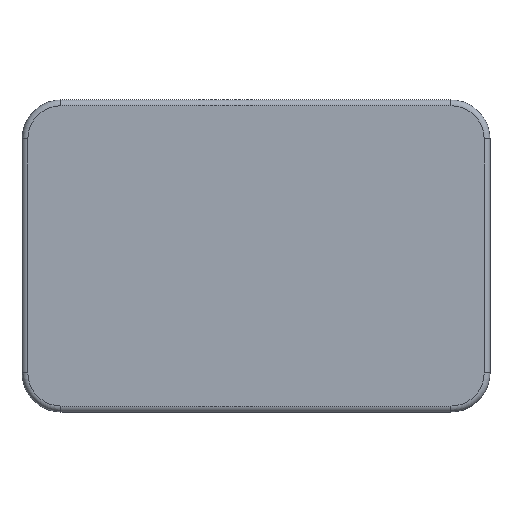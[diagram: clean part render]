
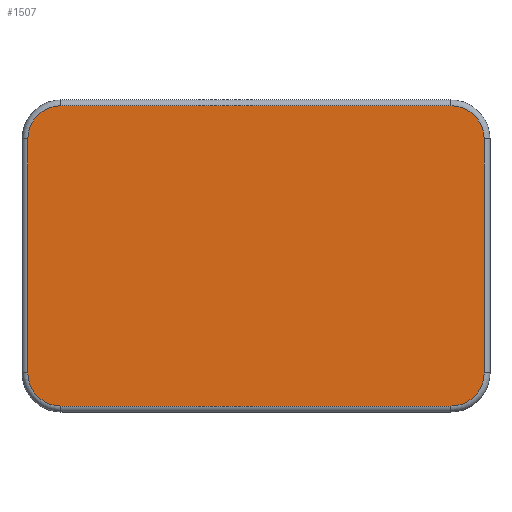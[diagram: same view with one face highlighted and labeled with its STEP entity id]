
A CAD part, top view. The second image highlights one B-rep face of the part: STEP entity #1507.
In plain terms, the highlighted planar face has unit normal (0, 0, 1).
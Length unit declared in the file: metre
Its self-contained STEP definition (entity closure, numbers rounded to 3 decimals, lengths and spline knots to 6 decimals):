
#132=LINE('',#2444,#288);
#133=LINE('',#2449,#289);
#134=LINE('',#2453,#290);
#135=LINE('',#2457,#291);
#288=VECTOR('',#1931,1.);
#289=VECTOR('',#1934,1.);
#290=VECTOR('',#1937,1.);
#291=VECTOR('',#1940,1.);
#496=ORIENTED_EDGE('',*,*,#912,.T.);
#497=ORIENTED_EDGE('',*,*,#913,.T.);
#498=ORIENTED_EDGE('',*,*,#914,.T.);
#499=ORIENTED_EDGE('',*,*,#915,.T.);
#500=ORIENTED_EDGE('',*,*,#916,.T.);
#501=ORIENTED_EDGE('',*,*,#917,.T.);
#502=ORIENTED_EDGE('',*,*,#918,.T.);
#503=ORIENTED_EDGE('',*,*,#919,.T.);
#912=EDGE_CURVE('',#1112,#1113,#132,.F.);
#913=EDGE_CURVE('',#1113,#1114,#1188,.T.);
#914=EDGE_CURVE('',#1114,#1115,#133,.T.);
#915=EDGE_CURVE('',#1115,#1116,#1189,.T.);
#916=EDGE_CURVE('',#1116,#1117,#134,.T.);
#917=EDGE_CURVE('',#1117,#1118,#1190,.T.);
#918=EDGE_CURVE('',#1118,#1119,#135,.F.);
#919=EDGE_CURVE('',#1119,#1112,#1191,.T.);
#1112=VERTEX_POINT('',#2445);
#1113=VERTEX_POINT('',#2446);
#1114=VERTEX_POINT('',#2448);
#1115=VERTEX_POINT('',#2450);
#1116=VERTEX_POINT('',#2452);
#1117=VERTEX_POINT('',#2454);
#1118=VERTEX_POINT('',#2456);
#1119=VERTEX_POINT('',#2458);
#1188=CIRCLE('',#1645,0.0085);
#1189=CIRCLE('',#1646,0.0085);
#1190=CIRCLE('',#1647,0.0085);
#1191=CIRCLE('',#1648,0.0085);
#1237=EDGE_LOOP('',(#496,#497,#498,#499,#500,#501,#502,#503));
#1351=FACE_BOUND('',#1237,.T.);
#1451=PLANE('',#1644);
#1507=ADVANCED_FACE('',(#1351),#1451,.T.);
#1644=AXIS2_PLACEMENT_3D('',#2443,#1929,#1930);
#1645=AXIS2_PLACEMENT_3D('',#2447,#1932,#1933);
#1646=AXIS2_PLACEMENT_3D('',#2451,#1935,#1936);
#1647=AXIS2_PLACEMENT_3D('',#2455,#1938,#1939);
#1648=AXIS2_PLACEMENT_3D('',#2459,#1941,#1942);
#1929=DIRECTION('',(0.,0.,1.));
#1930=DIRECTION('',(1.,0.,0.));
#1931=DIRECTION('',(1.,0.,0.));
#1932=DIRECTION('',(0.,0.,1.));
#1933=DIRECTION('',(1.,0.,0.));
#1934=DIRECTION('',(0.,-1.,0.));
#1935=DIRECTION('',(0.,0.,1.));
#1936=DIRECTION('',(1.,0.,0.));
#1937=DIRECTION('',(1.,0.,0.));
#1938=DIRECTION('',(0.,0.,1.));
#1939=DIRECTION('',(1.,0.,0.));
#1940=DIRECTION('',(0.,-1.,0.));
#1941=DIRECTION('',(0.,0.,1.));
#1942=DIRECTION('',(1.,0.,0.));
#2443=CARTESIAN_POINT('',(0.,0.,0.035));
#2444=CARTESIAN_POINT('',(0.,0.0385,0.035));
#2445=CARTESIAN_POINT('',(0.05,0.0385,0.035));
#2446=CARTESIAN_POINT('',(-0.05,0.0385,0.035));
#2447=CARTESIAN_POINT('',(-0.05,0.03,0.035));
#2448=CARTESIAN_POINT('',(-0.0585,0.03,0.035));
#2449=CARTESIAN_POINT('',(-0.0585,-0.03,0.035));
#2450=CARTESIAN_POINT('',(-0.0585,-0.03,0.035));
#2451=CARTESIAN_POINT('',(-0.05,-0.03,0.035));
#2452=CARTESIAN_POINT('',(-0.05,-0.0385,0.035));
#2453=CARTESIAN_POINT('',(0.05,-0.0385,0.035));
#2454=CARTESIAN_POINT('',(0.05,-0.0385,0.035));
#2455=CARTESIAN_POINT('',(0.05,-0.03,0.035));
#2456=CARTESIAN_POINT('',(0.0585,-0.03,0.035));
#2457=CARTESIAN_POINT('',(0.0585,0.,0.035));
#2458=CARTESIAN_POINT('',(0.0585,0.03,0.035));
#2459=CARTESIAN_POINT('',(0.05,0.03,0.035));
